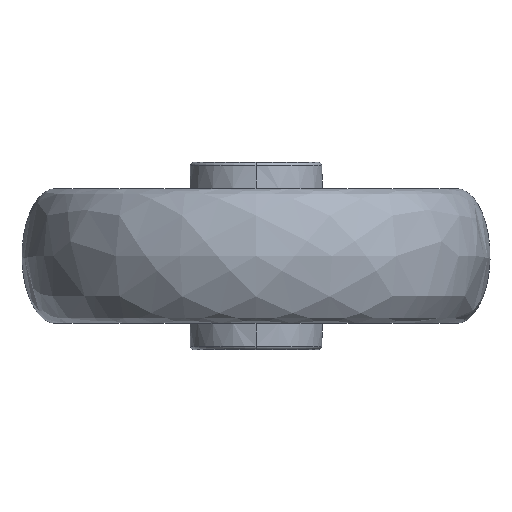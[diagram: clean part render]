
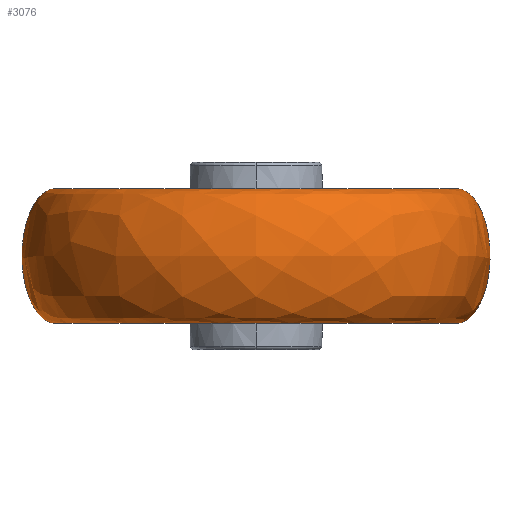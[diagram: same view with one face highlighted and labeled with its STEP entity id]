
A CAD part, left-side view. The second image highlights one B-rep face of the part: STEP entity #3076.
In plain terms, the highlighted free-form (B-spline) face has degree [3, 3] with [4, 4] control points.
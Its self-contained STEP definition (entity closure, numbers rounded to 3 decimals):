
#144 = CARTESIAN_POINT ( 'NONE',  ( 0., 71.5, -18. ) ) ;
#304 = CARTESIAN_POINT ( 'NONE',  ( 0., -53.5, 18. ) ) ;
#371 = VERTEX_POINT ( 'NONE', #2650 ) ;
#581 =( BOUNDED_SURFACE ( )  B_SPLINE_SURFACE ( 3, 3, ( 
 ( #5684, #3847, #722, #6900 ),
 ( #7008, #6217, #6333, #6483 ),
 ( #6536, #6846, #6302, #6244 ),
 ( #6276, #6193, #5915, #5891 ) ),
 .UNSPECIFIED., .F., .F., .F. ) 
 B_SPLINE_SURFACE_WITH_KNOTS ( ( 4, 4 ),
 ( 4, 4 ),
 ( 0., 1. ),
 ( 0., 1. ),
 .UNSPECIFIED. ) 
 GEOMETRIC_REPRESENTATION_ITEM ( )  RATIONAL_B_SPLINE_SURFACE ( (
 ( 1., 0.333, 0.333, 1.),
 ( 0.333, 0.111, 0.111, 0.333),
 ( 0.333, 0.111, 0.111, 0.333),
 ( 1., 0.333, 0.333, 1.) ) ) 
 REPRESENTATION_ITEM ( '' )  SURFACE ( )  );
#722 = CARTESIAN_POINT ( 'NONE',  ( -107., 53.5, 18. ) ) ;
#937 = EDGE_CURVE ( 'NONE', #3390, #371, #4575, .T. ) ;
#1763 = DIRECTION ( 'NONE',  ( 0., 0., -1. ) ) ;
#2031 = ORIENTED_EDGE ( 'NONE', *, *, #6566, .T. ) ;
#2433 =( BOUNDED_CURVE ( )  B_SPLINE_CURVE ( 3, ( #7680, #3973, #7061, #2709 ),
 .UNSPECIFIED., .F., .T. ) 
 B_SPLINE_CURVE_WITH_KNOTS ( ( 4, 4 ),
 ( 0., 3.142 ),
 .UNSPECIFIED. ) 
 CURVE ( )  GEOMETRIC_REPRESENTATION_ITEM ( )  RATIONAL_B_SPLINE_CURVE ( ( 1., 0.333, 0.333, 1. ) ) 
 REPRESENTATION_ITEM ( '' )  );
#2650 = CARTESIAN_POINT ( 'NONE',  ( 0., 53.5, -18. ) ) ;
#2709 = CARTESIAN_POINT ( 'NONE',  ( 0., -53.5, -18. ) ) ;
#3015 = EDGE_CURVE ( 'NONE', #5705, #3390, #2433, .T. ) ;
#3036 = AXIS2_PLACEMENT_3D ( 'NONE', #3567, #7292, #4783 ) ;
#3076 = ADVANCED_FACE ( 'NONE', ( #3699 ), #581, .F. ) ;
#3254 = EDGE_CURVE ( 'NONE', #6736, #371, #7402, .T. ) ;
#3335 = CARTESIAN_POINT ( 'NONE',  ( 0., 0., 18. ) ) ;
#3390 = VERTEX_POINT ( 'NONE', #5234 ) ;
#3567 = CARTESIAN_POINT ( 'NONE',  ( 0., 0., -18. ) ) ;
#3613 = CARTESIAN_POINT ( 'NONE',  ( 0., 53.5, 18. ) ) ;
#3699 = FACE_OUTER_BOUND ( 'NONE', #6679, .T. ) ;
#3847 = CARTESIAN_POINT ( 'NONE',  ( -107., -53.5, 18. ) ) ;
#3970 = ORIENTED_EDGE ( 'NONE', *, *, #937, .F. ) ;
#3973 = CARTESIAN_POINT ( 'NONE',  ( 0., -71.5, 18. ) ) ;
#4392 = ORIENTED_EDGE ( 'NONE', *, *, #3254, .T. ) ;
#4575 = CIRCLE ( 'NONE', #3036, 53.5 ) ;
#4783 = DIRECTION ( 'NONE',  ( 0., 1., 0. ) ) ;
#4997 = CIRCLE ( 'NONE', #5216, 53.5 ) ;
#5216 = AXIS2_PLACEMENT_3D ( 'NONE', #3335, #1763, #7001 ) ;
#5234 = CARTESIAN_POINT ( 'NONE',  ( 0., -53.5, -18. ) ) ;
#5684 = CARTESIAN_POINT ( 'NONE',  ( 0., -53.5, 18. ) ) ;
#5705 = VERTEX_POINT ( 'NONE', #304 ) ;
#5814 = CARTESIAN_POINT ( 'NONE',  ( 0., 71.5, 18. ) ) ;
#5891 = CARTESIAN_POINT ( 'NONE',  ( 0., 53.5, -18. ) ) ;
#5915 = CARTESIAN_POINT ( 'NONE',  ( -107., 53.5, -18. ) ) ;
#6193 = CARTESIAN_POINT ( 'NONE',  ( -107., -53.5, -18. ) ) ;
#6217 = CARTESIAN_POINT ( 'NONE',  ( -143., -71.5, 18. ) ) ;
#6244 = CARTESIAN_POINT ( 'NONE',  ( 0., 71.5, -18. ) ) ;
#6276 = CARTESIAN_POINT ( 'NONE',  ( 0., -53.5, -18. ) ) ;
#6302 = CARTESIAN_POINT ( 'NONE',  ( -143., 71.5, -18. ) ) ;
#6333 = CARTESIAN_POINT ( 'NONE',  ( -143., 71.5, 18. ) ) ;
#6395 = CARTESIAN_POINT ( 'NONE',  ( 0., 53.5, 18. ) ) ;
#6483 = CARTESIAN_POINT ( 'NONE',  ( 0., 71.5, 18. ) ) ;
#6536 = CARTESIAN_POINT ( 'NONE',  ( 0., -71.5, -18. ) ) ;
#6566 = EDGE_CURVE ( 'NONE', #5705, #6736, #4997, .T. ) ;
#6679 = EDGE_LOOP ( 'NONE', ( #7269, #2031, #4392, #3970 ) ) ;
#6736 = VERTEX_POINT ( 'NONE', #3613 ) ;
#6846 = CARTESIAN_POINT ( 'NONE',  ( -143., -71.5, -18. ) ) ;
#6900 = CARTESIAN_POINT ( 'NONE',  ( 0., 53.5, 18. ) ) ;
#7001 = DIRECTION ( 'NONE',  ( 0., 1., 0. ) ) ;
#7008 = CARTESIAN_POINT ( 'NONE',  ( 0., -71.5, 18. ) ) ;
#7061 = CARTESIAN_POINT ( 'NONE',  ( 0., -71.5, -18. ) ) ;
#7071 = CARTESIAN_POINT ( 'NONE',  ( 0., 53.5, -18. ) ) ;
#7269 = ORIENTED_EDGE ( 'NONE', *, *, #3015, .F. ) ;
#7292 = DIRECTION ( 'NONE',  ( 0., 0., -1. ) ) ;
#7402 =( BOUNDED_CURVE ( )  B_SPLINE_CURVE ( 3, ( #6395, #5814, #144, #7071 ),
 .UNSPECIFIED., .F., .F. ) 
 B_SPLINE_CURVE_WITH_KNOTS ( ( 4, 4 ),
 ( 0., 3.142 ),
 .UNSPECIFIED. ) 
 CURVE ( )  GEOMETRIC_REPRESENTATION_ITEM ( )  RATIONAL_B_SPLINE_CURVE ( ( 1., 0.333, 0.333, 1. ) ) 
 REPRESENTATION_ITEM ( '' )  );
#7680 = CARTESIAN_POINT ( 'NONE',  ( 0., -53.5, 18. ) ) ;
